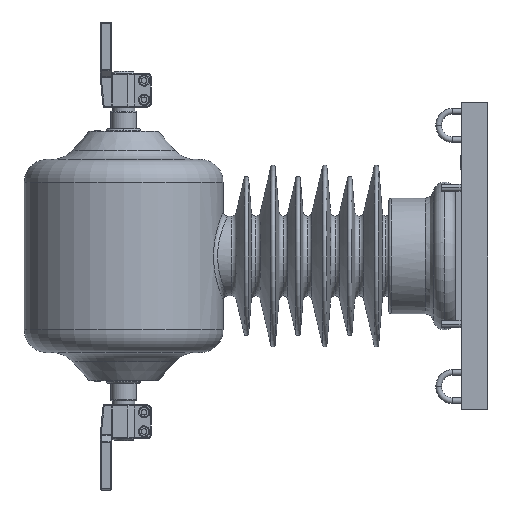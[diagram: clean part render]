
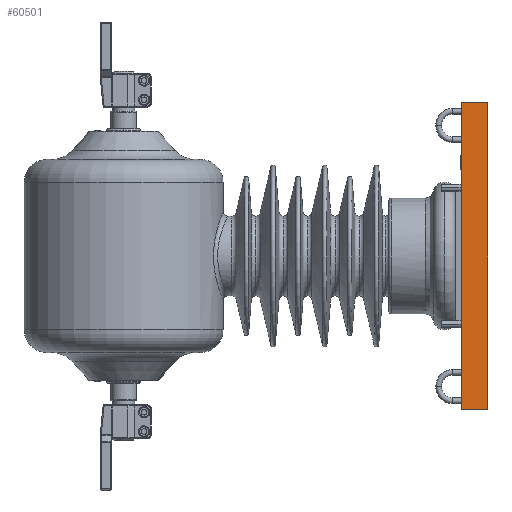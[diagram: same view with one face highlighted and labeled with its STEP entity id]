
A CAD part, left-side view. The second image highlights one B-rep face of the part: STEP entity #60501.
In plain terms, the highlighted planar face has unit normal (-1, 0, 0).
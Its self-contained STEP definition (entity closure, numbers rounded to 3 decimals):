
#1239 = EDGE_LOOP ( 'NONE', ( #51470, #51626, #51508, #51464 ) ) ;
#12927 = FACE_OUTER_BOUND ( 'NONE', #1239, .T. ) ;
#13100 = AXIS2_PLACEMENT_3D ( 'NONE', #27131, #27134, #27139 ) ;
#23672 = VERTEX_POINT ( 'NONE', #76689 ) ;
#23749 = VERTEX_POINT ( 'NONE', #76660 ) ;
#23757 = VERTEX_POINT ( 'NONE', #76645 ) ;
#23765 = VERTEX_POINT ( 'NONE', #76654 ) ;
#27131 = CARTESIAN_POINT ( 'NONE',  ( -285., -10., 270. ) ) ;
#27134 = DIRECTION ( 'NONE',  ( 1., 0., 0. ) ) ;
#27139 = DIRECTION ( 'NONE',  ( 0., 0., 1. ) ) ;
#27163 = PLANE ( 'NONE',  #13100 ) ;
#30847 = LINE ( 'NONE', #54764, #30876 ) ;
#30874 = LINE ( 'NONE', #54785, #30918 ) ;
#30876 = VECTOR ( 'NONE', #54781, 1000. ) ;
#30918 = VECTOR ( 'NONE', #54804, 1000. ) ;
#30937 = LINE ( 'NONE', #54856, #30950 ) ;
#30947 = LINE ( 'NONE', #54871, #30955 ) ;
#30950 = VECTOR ( 'NONE', #54909, 1000. ) ;
#30955 = VECTOR ( 'NONE', #54889, 1000. ) ;
#51464 = ORIENTED_EDGE ( 'NONE', *, *, #78418, .T. ) ;
#51470 = ORIENTED_EDGE ( 'NONE', *, *, #78371, .T. ) ;
#51508 = ORIENTED_EDGE ( 'NONE', *, *, #78362, .F. ) ;
#51626 = ORIENTED_EDGE ( 'NONE', *, *, #78414, .F. ) ;
#54764 = CARTESIAN_POINT ( 'NONE',  ( -285., -10., 270. ) ) ;
#54781 = DIRECTION ( 'NONE',  ( 0., -1., 0. ) ) ;
#54785 = CARTESIAN_POINT ( 'NONE',  ( -285., -10., -270. ) ) ;
#54804 = DIRECTION ( 'NONE',  ( 0., -1., 0. ) ) ;
#54856 = CARTESIAN_POINT ( 'NONE',  ( -285., -56., 270. ) ) ;
#54871 = CARTESIAN_POINT ( 'NONE',  ( -285., -10., 270. ) ) ;
#54889 = DIRECTION ( 'NONE',  ( 0., 0., -1. ) ) ;
#54909 = DIRECTION ( 'NONE',  ( 0., 0., -1. ) ) ;
#60501 = ADVANCED_FACE ( 'NONE', ( #12927 ), #27163, .F. ) ;
#76645 = CARTESIAN_POINT ( 'NONE',  ( -285., -56., -270. ) ) ;
#76654 = CARTESIAN_POINT ( 'NONE',  ( -285., -10., 270. ) ) ;
#76660 = CARTESIAN_POINT ( 'NONE',  ( -285., -10., -270. ) ) ;
#76689 = CARTESIAN_POINT ( 'NONE',  ( -285., -56., 270. ) ) ;
#78362 = EDGE_CURVE ( 'NONE', #23765, #23672, #30847, .T. ) ;
#78371 = EDGE_CURVE ( 'NONE', #23749, #23757, #30874, .T. ) ;
#78414 = EDGE_CURVE ( 'NONE', #23672, #23757, #30937, .T. ) ;
#78418 = EDGE_CURVE ( 'NONE', #23765, #23749, #30947, .T. ) ;
